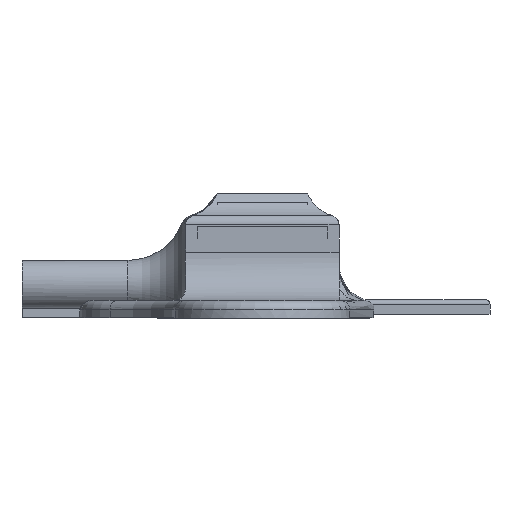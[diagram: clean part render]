
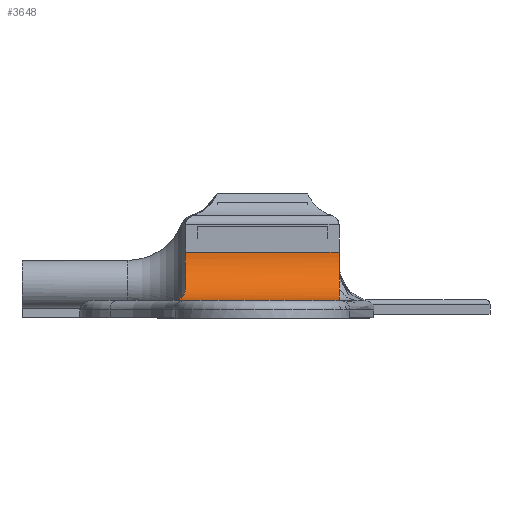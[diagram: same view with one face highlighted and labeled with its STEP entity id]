
A CAD part, front view. The second image highlights one B-rep face of the part: STEP entity #3648.
In plain terms, the highlighted cylindrical face has radius 5 mm (diameter 10 mm), a partial arc.
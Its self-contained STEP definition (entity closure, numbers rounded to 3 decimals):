
#201=LINE('',#5752,#551);
#304=LINE('',#6347,#654);
#551=VECTOR('',#4241,10.);
#654=VECTOR('',#4456,10.);
#901=CYLINDRICAL_SURFACE('',#3917,5.);
#985=FACE_OUTER_BOUND('',#1192,.T.);
#1192=EDGE_LOOP('',(#2768,#2769,#2770,#2771,#2772,#2773));
#1354=CIRCLE('',#3851,5.);
#1361=CIRCLE('',#3858,5.);
#1363=CIRCLE('',#3860,5.);
#1538=B_SPLINE_CURVE_WITH_KNOTS('',3,(#6348,#6349,#6350,#6351,#6352,#6353,
#6354,#6355,#6356,#6357,#6358,#6359,#6360,#6361),.UNSPECIFIED.,.F.,.F.,
(4,2,2,2,2,2,4),(-0.824,-0.716,-0.6,
-0.44,-0.316,-0.181,0.),
 .UNSPECIFIED.);
#1577=VERTEX_POINT('',#5503);
#1578=VERTEX_POINT('',#5505);
#1584=VERTEX_POINT('',#5647);
#1587=VERTEX_POINT('',#5740);
#1588=VERTEX_POINT('',#5751);
#1713=VERTEX_POINT('',#6346);
#1951=EDGE_CURVE('',#1578,#1577,#1354,.T.);
#1962=EDGE_CURVE('',#1584,#1578,#1361,.T.);
#1965=EDGE_CURVE('',#1587,#1584,#1363,.T.);
#1967=EDGE_CURVE('',#1588,#1587,#201,.T.);
#2119=EDGE_CURVE('',#1577,#1713,#304,.T.);
#2120=EDGE_CURVE('',#1713,#1588,#1538,.T.);
#2768=ORIENTED_EDGE('',*,*,#1965,.T.);
#2769=ORIENTED_EDGE('',*,*,#1962,.T.);
#2770=ORIENTED_EDGE('',*,*,#1951,.T.);
#2771=ORIENTED_EDGE('',*,*,#2119,.T.);
#2772=ORIENTED_EDGE('',*,*,#2120,.T.);
#2773=ORIENTED_EDGE('',*,*,#1967,.T.);
#3648=ADVANCED_FACE('',(#985),#901,.F.);
#3851=AXIS2_PLACEMENT_3D('',#5506,#4219,#4220);
#3858=AXIS2_PLACEMENT_3D('',#5657,#4233,#4234);
#3860=AXIS2_PLACEMENT_3D('',#5741,#4237,#4238);
#3917=AXIS2_PLACEMENT_3D('',#6345,#4454,#4455);
#4219=DIRECTION('center_axis',(1.,0.,0.));
#4220=DIRECTION('ref_axis',(0.,0.707,-0.707));
#4233=DIRECTION('center_axis',(1.,0.,0.));
#4234=DIRECTION('ref_axis',(0.,0.707,-0.707));
#4237=DIRECTION('center_axis',(1.,0.,0.));
#4238=DIRECTION('ref_axis',(0.,0.707,-0.707));
#4241=DIRECTION('',(1.,0.,0.));
#4454=DIRECTION('center_axis',(-1.,0.,0.));
#4455=DIRECTION('ref_axis',(0.,0.707,-0.707));
#4456=DIRECTION('',(-1.,0.,0.));
#5503=CARTESIAN_POINT('',(7.95,-7.3,6.846));
#5505=CARTESIAN_POINT('',(7.95,-7.583,5.187));
#5506=CARTESIAN_POINT('Origin',(7.95,-12.3,6.846));
#5647=CARTESIAN_POINT('',(7.95,-8.951,3.134));
#5657=CARTESIAN_POINT('Origin',(7.95,-12.3,6.846));
#5740=CARTESIAN_POINT('',(7.95,-12.3,1.846));
#5741=CARTESIAN_POINT('Origin',(7.95,-12.3,6.846));
#5751=CARTESIAN_POINT('',(-9.4,-12.3,1.846));
#5752=CARTESIAN_POINT('',(-3.975,-12.3,1.846));
#6345=CARTESIAN_POINT('Origin',(-3.975,-12.3,6.846));
#6346=CARTESIAN_POINT('',(-7.968,-7.3,6.846));
#6347=CARTESIAN_POINT('',(-3.975,-7.3,6.846));
#6348=CARTESIAN_POINT('Ctrl Pts',(-7.968,-7.3,6.846));
#6349=CARTESIAN_POINT('Ctrl Pts',(-7.98,-7.3,6.486));
#6350=CARTESIAN_POINT('Ctrl Pts',(-7.993,-7.339,6.125));
#6351=CARTESIAN_POINT('Ctrl Pts',(-8.,-7.5,5.395));
#6352=CARTESIAN_POINT('Ctrl Pts',(-7.994,-7.625,5.032));
#6353=CARTESIAN_POINT('Ctrl Pts',(-7.966,-8.022,4.204));
#6354=CARTESIAN_POINT('Ctrl Pts',(-7.941,-8.328,3.763));
#6355=CARTESIAN_POINT('Ctrl Pts',(-7.963,-8.983,3.082));
#6356=CARTESIAN_POINT('Ctrl Pts',(-7.995,-9.302,2.824));
#6357=CARTESIAN_POINT('Ctrl Pts',(-8.149,-10.022,2.373));
#6358=CARTESIAN_POINT('Ctrl Pts',(-8.274,-10.414,2.197));
#6359=CARTESIAN_POINT('Ctrl Pts',(-8.69,-11.336,1.909));
#6360=CARTESIAN_POINT('Ctrl Pts',(-9.009,-11.842,1.846));
#6361=CARTESIAN_POINT('Ctrl Pts',(-9.4,-12.3,1.846));
